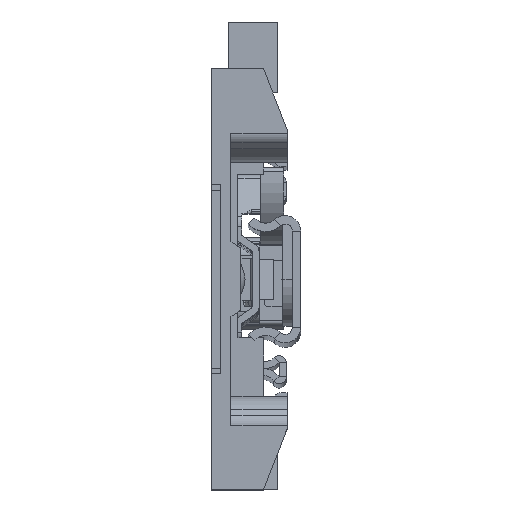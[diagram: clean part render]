
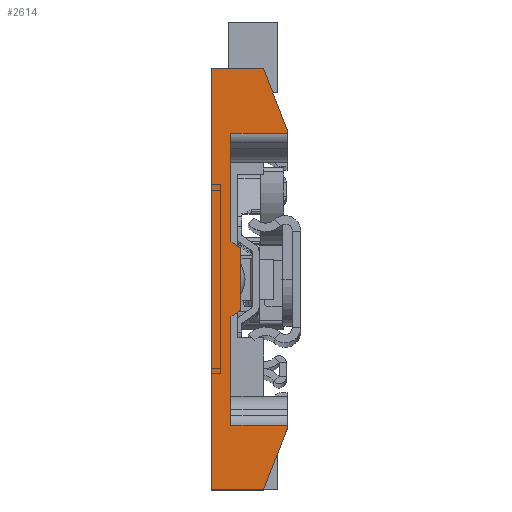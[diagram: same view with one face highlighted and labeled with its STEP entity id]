
A CAD part, top view. The second image highlights one B-rep face of the part: STEP entity #2614.
In plain terms, the highlighted face is planar.
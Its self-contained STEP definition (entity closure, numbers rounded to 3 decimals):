
#255 = VERTEX_POINT ( 'NONE', #16548 ) ;
#587 = EDGE_CURVE ( 'NONE', #10539, #32941, #24101, .T. ) ;
#693 = VECTOR ( 'NONE', #11339, 1000. ) ;
#1289 = ORIENTED_EDGE ( 'NONE', *, *, #25522, .T. ) ;
#1481 = CARTESIAN_POINT ( 'NONE',  ( 73., 4.2, -30. ) ) ;
#1895 = EDGE_CURVE ( 'NONE', #255, #18885, #27965, .T. ) ;
#2614 = ADVANCED_FACE ( 'NONE', ( #8390 ), #24468, .T. ) ;
#2980 = DIRECTION ( 'NONE',  ( 1., 0., 0. ) ) ;
#3069 = CARTESIAN_POINT ( 'NONE',  ( 0., 16.2, -30. ) ) ;
#3196 = VECTOR ( 'NONE', #4433, 1000. ) ;
#3261 = VECTOR ( 'NONE', #13530, 1000. ) ;
#3459 = DIRECTION ( 'NONE',  ( 0., 0., -1. ) ) ;
#3499 = CARTESIAN_POINT ( 'NONE',  ( 5., 11.1, -30. ) ) ;
#3535 = EDGE_CURVE ( 'NONE', #14152, #32941, #30360, .T. ) ;
#3570 = ORIENTED_EDGE ( 'NONE', *, *, #3535, .F. ) ;
#3578 = EDGE_CURVE ( 'NONE', #16517, #255, #31568, .T. ) ;
#3622 = DIRECTION ( 'NONE',  ( 1., 0., 0. ) ) ;
#3633 = CARTESIAN_POINT ( 'NONE',  ( 81.243, 16.2, -30. ) ) ;
#3740 = CARTESIAN_POINT ( 'NONE',  ( 56.6, 6.2, -30. ) ) ;
#4125 = CARTESIAN_POINT ( 'NONE',  ( 5., 11.144, -30. ) ) ;
#4224 = CARTESIAN_POINT ( 'NONE',  ( 0., 0., -30. ) ) ;
#4433 = DIRECTION ( 'NONE',  ( 0., 1., 0. ) ) ;
#4991 = VECTOR ( 'NONE', #34218, 1000. ) ;
#5366 = ORIENTED_EDGE ( 'NONE', *, *, #1895, .T. ) ;
#5938 = CARTESIAN_POINT ( 'NONE',  ( 73., 4.2, -30. ) ) ;
#6780 = ORIENTED_EDGE ( 'NONE', *, *, #34355, .T. ) ;
#7077 = LINE ( 'NONE', #17846, #3196 ) ;
#7263 = AXIS2_PLACEMENT_3D ( 'NONE', #11215, #3459, #8912 ) ;
#7698 = VERTEX_POINT ( 'NONE', #13863 ) ;
#8114 = ORIENTED_EDGE ( 'NONE', *, *, #31565, .T. ) ;
#8147 = EDGE_CURVE ( 'NONE', #29857, #9954, #19123, .T. ) ;
#8328 = ORIENTED_EDGE ( 'NONE', *, *, #587, .T. ) ;
#8372 = DIRECTION ( 'NONE',  ( 0., -1., 0. ) ) ;
#8390 = FACE_OUTER_BOUND ( 'NONE', #28032, .T. ) ;
#8533 = DIRECTION ( 'NONE',  ( 1., 0., 0. ) ) ;
#8912 = DIRECTION ( 'NONE',  ( -1., 0., 0. ) ) ;
#8922 = VERTEX_POINT ( 'NONE', #3633 ) ;
#8963 = VECTOR ( 'NONE', #2980, 1000. ) ;
#9471 = VECTOR ( 'NONE', #3622, 1000. ) ;
#9954 = VERTEX_POINT ( 'NONE', #19891 ) ;
#10271 = ORIENTED_EDGE ( 'NONE', *, *, #26563, .T. ) ;
#10539 = VERTEX_POINT ( 'NONE', #26966 ) ;
#11215 = CARTESIAN_POINT ( 'NONE',  ( 73., 11.1, -30. ) ) ;
#11328 = LINE ( 'NONE', #3740, #28946 ) ;
#11339 = DIRECTION ( 'NONE',  ( 0.932, 0.362, 0. ) ) ;
#11500 = LINE ( 'NONE', #13985, #16563 ) ;
#11607 = VECTOR ( 'NONE', #17073, 1000. ) ;
#11942 = LINE ( 'NONE', #3499, #22410 ) ;
#12112 = LINE ( 'NONE', #34000, #15606 ) ;
#12133 = VERTEX_POINT ( 'NONE', #18467 ) ;
#12301 = CARTESIAN_POINT ( 'NONE',  ( 18.757, 16.2, -30. ) ) ;
#13095 = VECTOR ( 'NONE', #8533, 1000. ) ;
#13530 = DIRECTION ( 'NONE',  ( 1., 0., 0. ) ) ;
#13863 = CARTESIAN_POINT ( 'NONE',  ( 82., 16.2, -30. ) ) ;
#13985 = CARTESIAN_POINT ( 'NONE',  ( 82., 16.2, -30. ) ) ;
#14152 = VERTEX_POINT ( 'NONE', #29183 ) ;
#14209 = ORIENTED_EDGE ( 'NONE', *, *, #8147, .T. ) ;
#14418 = VERTEX_POINT ( 'NONE', #30401 ) ;
#14535 = ORIENTED_EDGE ( 'NONE', *, *, #23456, .T. ) ;
#15606 = VECTOR ( 'NONE', #20597, 1000. ) ;
#16198 = CARTESIAN_POINT ( 'NONE',  ( 43.4, 6.2, -30. ) ) ;
#16517 = VERTEX_POINT ( 'NONE', #12301 ) ;
#16548 = CARTESIAN_POINT ( 'NONE',  ( 18.757, 4.2, -30. ) ) ;
#16563 = VECTOR ( 'NONE', #19969, 1000. ) ;
#16809 = EDGE_CURVE ( 'NONE', #12133, #22277, #32587, .T. ) ;
#17073 = DIRECTION ( 'NONE',  ( 1., 0., 0. ) ) ;
#17111 = CARTESIAN_POINT ( 'NONE',  ( 95., 0., -30. ) ) ;
#17846 = CARTESIAN_POINT ( 'NONE',  ( 81.243, 11.1, -30. ) ) ;
#18467 = CARTESIAN_POINT ( 'NONE',  ( 58., 4.2, -30. ) ) ;
#18885 = VERTEX_POINT ( 'NONE', #28184 ) ;
#19123 = LINE ( 'NONE', #24767, #693 ) ;
#19145 = ORIENTED_EDGE ( 'NONE', *, *, #3578, .T. ) ;
#19389 = VECTOR ( 'NONE', #8372, 1000. ) ;
#19390 = LINE ( 'NONE', #27144, #8963 ) ;
#19891 = CARTESIAN_POINT ( 'NONE',  ( 18., 16.2, -30. ) ) ;
#19969 = DIRECTION ( 'NONE',  ( 0.932, -0.362, 0. ) ) ;
#20597 = DIRECTION ( 'NONE',  ( 0.574, 0.819, 0. ) ) ;
#20753 = EDGE_CURVE ( 'NONE', #8922, #7698, #27237, .T. ) ;
#22277 = VERTEX_POINT ( 'NONE', #33335 ) ;
#22377 = CARTESIAN_POINT ( 'NONE',  ( 0., 16.2, -30. ) ) ;
#22410 = VECTOR ( 'NONE', #25708, 1000. ) ;
#23010 = VECTOR ( 'NONE', #33185, 1000. ) ;
#23414 = EDGE_CURVE ( 'NONE', #7698, #10539, #11500, .T. ) ;
#23456 = EDGE_CURVE ( 'NONE', #14418, #12133, #11328, .T. ) ;
#24101 = LINE ( 'NONE', #26909, #19389 ) ;
#24468 = PLANE ( 'NONE',  #7263 ) ;
#24767 = CARTESIAN_POINT ( 'NONE',  ( 5., 11.144, -30. ) ) ;
#25218 = ORIENTED_EDGE ( 'NONE', *, *, #16809, .T. ) ;
#25522 = EDGE_CURVE ( 'NONE', #9954, #16517, #30821, .T. ) ;
#25708 = DIRECTION ( 'NONE',  ( 0., 1., 0. ) ) ;
#26278 = CARTESIAN_POINT ( 'NONE',  ( 18.757, 11.1, -30. ) ) ;
#26563 = EDGE_CURVE ( 'NONE', #14152, #29857, #11942, .T. ) ;
#26909 = CARTESIAN_POINT ( 'NONE',  ( 95., 11.1, -30. ) ) ;
#26966 = CARTESIAN_POINT ( 'NONE',  ( 95., 11.144, -30. ) ) ;
#27144 = CARTESIAN_POINT ( 'NONE',  ( 73., 6.2, -30. ) ) ;
#27237 = LINE ( 'NONE', #3069, #13095 ) ;
#27965 = LINE ( 'NONE', #1481, #9471 ) ;
#28032 = EDGE_LOOP ( 'NONE', ( #29125, #8328, #3570, #10271, #14209, #1289, #19145, #5366, #31591, #6780, #14535, #25218, #8114, #30803 ) ) ;
#28184 = CARTESIAN_POINT ( 'NONE',  ( 42., 4.2, -30. ) ) ;
#28946 = VECTOR ( 'NONE', #33206, 1000. ) ;
#29125 = ORIENTED_EDGE ( 'NONE', *, *, #23414, .T. ) ;
#29183 = CARTESIAN_POINT ( 'NONE',  ( 5., 0., -30. ) ) ;
#29201 = VERTEX_POINT ( 'NONE', #16198 ) ;
#29857 = VERTEX_POINT ( 'NONE', #4125 ) ;
#30360 = LINE ( 'NONE', #4224, #23010 ) ;
#30401 = CARTESIAN_POINT ( 'NONE',  ( 56.6, 6.2, -30. ) ) ;
#30803 = ORIENTED_EDGE ( 'NONE', *, *, #20753, .T. ) ;
#30821 = LINE ( 'NONE', #22377, #11607 ) ;
#31565 = EDGE_CURVE ( 'NONE', #22277, #8922, #7077, .T. ) ;
#31568 = LINE ( 'NONE', #26278, #4991 ) ;
#31591 = ORIENTED_EDGE ( 'NONE', *, *, #32256, .T. ) ;
#32256 = EDGE_CURVE ( 'NONE', #18885, #29201, #12112, .T. ) ;
#32587 = LINE ( 'NONE', #5938, #3261 ) ;
#32941 = VERTEX_POINT ( 'NONE', #17111 ) ;
#33185 = DIRECTION ( 'NONE',  ( 1., 0., 0. ) ) ;
#33206 = DIRECTION ( 'NONE',  ( 0.574, -0.819, 0. ) ) ;
#33335 = CARTESIAN_POINT ( 'NONE',  ( 81.243, 4.2, -30. ) ) ;
#34000 = CARTESIAN_POINT ( 'NONE',  ( 42., 4.2, -30. ) ) ;
#34218 = DIRECTION ( 'NONE',  ( 0., -1., 0. ) ) ;
#34355 = EDGE_CURVE ( 'NONE', #29201, #14418, #19390, .T. ) ;
